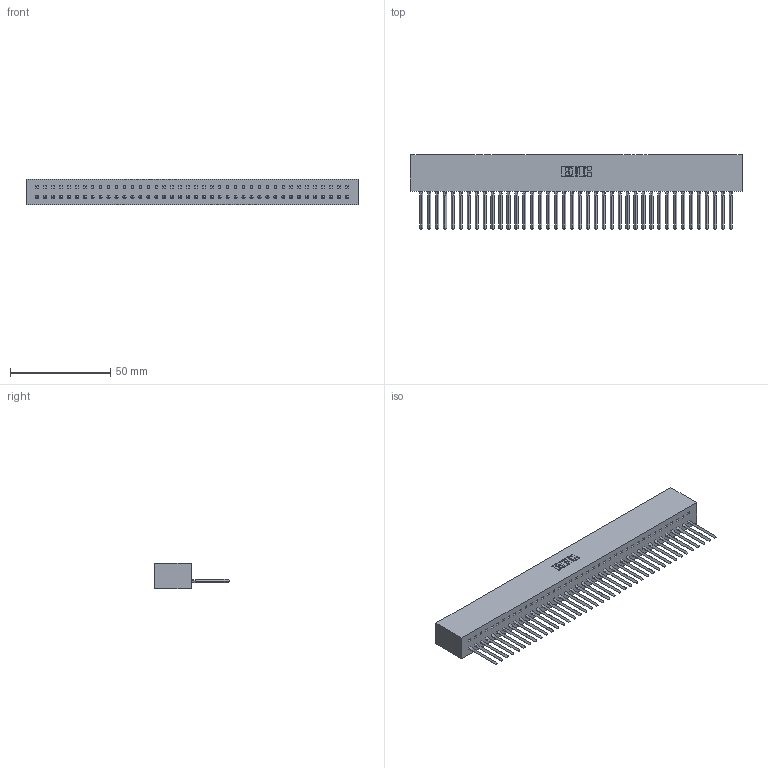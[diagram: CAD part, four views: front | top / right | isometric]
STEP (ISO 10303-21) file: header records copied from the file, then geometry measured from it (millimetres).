
FILE_DESCRIPTION (( 'STEP AP203' ), '1' );
FILE_NAME ('317-040-541-601.STEP', '2020-02-28T00:17:16', ( '' ), ( '' ), 'SwSTEP 2.0', 'SolidWorks 2016', '' );
FILE_SCHEMA (( 'CONFIG_CONTROL_DESIGN' ));
Length unit declared in the file: inch
Products named in the file (3): 317-040-541-601; 317-290-002_541; 317 Part_Lugless
Assembly tree (41 placements, depth 2):
  317-040-541-601
    317 Part_Lugless
    317-290-002_541  x40
Bounding box: 165.71 x 37.34 x 12.7 mm (x, y, z)
Volume: 28516.8 mm3; surface area: 40423.2 mm2
Topology: 41 solids, 41 shells, 6170 faces, 17599 edges, 11438 vertices
Faces by surface type: plane 5010, cylinder 1000, bspline 160
Entity records: 57958 total; most frequent: CARTESIAN_POINT 10945, ORIENTED_EDGE 10238, DIRECTION 8399, EDGE_CURVE 5119, LINE 4763, VECTOR 4763, VERTEX_POINT 3404, AXIS2_PLACEMENT_3D 1818
